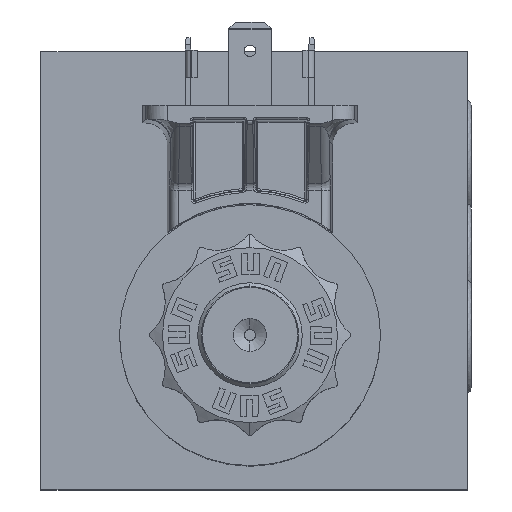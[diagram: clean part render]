
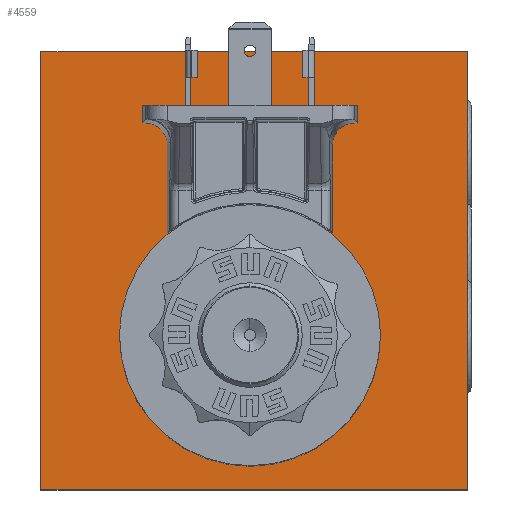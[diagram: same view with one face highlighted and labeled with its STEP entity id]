
A CAD part, top view. The second image highlights one B-rep face of the part: STEP entity #4559.
In plain terms, the highlighted planar face has unit normal (0, 0, 1).
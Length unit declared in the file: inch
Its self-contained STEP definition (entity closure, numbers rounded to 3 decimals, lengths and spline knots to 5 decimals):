
#1205=DIRECTION('',(0.,-1.,0.));
#1206=VECTOR('',#1205,2.5);
#1207=CARTESIAN_POINT('',(0.,0.,4.));
#1208=LINE('',#1207,#1206);
#1209=DIRECTION('',(-1.,0.,0.));
#1210=VECTOR('',#1209,2.438);
#1211=CARTESIAN_POINT('',(2.438,0.,4.));
#1212=LINE('',#1211,#1210);
#1213=DIRECTION('',(0.,1.,0.));
#1214=VECTOR('',#1213,2.5);
#1215=CARTESIAN_POINT('',(2.438,-2.5,4.));
#1216=LINE('',#1215,#1214);
#1217=DIRECTION('',(1.,0.,0.));
#1218=VECTOR('',#1217,2.438);
#1219=CARTESIAN_POINT('',(0.,-2.5,4.));
#1220=LINE('',#1219,#1218);
#1221=CARTESIAN_POINT('',(1.195,-1.625,4.));
#1222=DIRECTION('',(0.,0.,-1.));
#1223=DIRECTION('',(-1.,0.,0.));
#1224=AXIS2_PLACEMENT_3D('',#1221,#1222,#1223);
#1226=CARTESIAN_POINT('',(1.195,-1.625,4.));
#1227=DIRECTION('',(0.,0.,-1.));
#1228=DIRECTION('',(1.,0.,0.));
#1229=AXIS2_PLACEMENT_3D('',#1226,#1227,#1228);
#1231=CARTESIAN_POINT('',(1.195,-0.969,4.));
#1232=DIRECTION('',(0.,0.,-1.));
#1233=DIRECTION('',(-0.766,0.643,0.));
#1234=AXIS2_PLACEMENT_3D('',#1231,#1232,#1233);
#1236=CARTESIAN_POINT('',(1.195,-0.969,4.));
#1237=DIRECTION('',(0.,0.,-1.));
#1238=DIRECTION('',(0.766,-0.643,0.));
#1239=AXIS2_PLACEMENT_3D('',#1236,#1237,#1238);
#3279=CARTESIAN_POINT('',(0.,0.,4.));
#3280=CARTESIAN_POINT('',(0.,-2.5,4.));
#3281=VERTEX_POINT('',#3279);
#3282=VERTEX_POINT('',#3280);
#3283=CARTESIAN_POINT('',(2.438,-2.5,4.));
#3284=VERTEX_POINT('',#3283);
#3285=CARTESIAN_POINT('',(2.438,0.,4.));
#3286=VERTEX_POINT('',#3285);
#3613=CARTESIAN_POINT('',(1.5475,-1.625,4.));
#3614=VERTEX_POINT('',#3613);
#3627=CARTESIAN_POINT('',(0.8425,-1.625,4.));
#3628=VERTEX_POINT('',#3627);
#3659=CARTESIAN_POINT('',(1.09924,-0.88865,4.));
#3660=CARTESIAN_POINT('',(1.29076,-1.04935,4.));
#3661=VERTEX_POINT('',#3659);
#3662=VERTEX_POINT('',#3660);
#4534=CARTESIAN_POINT('',(0.,0.,4.));
#4535=DIRECTION('',(0.,0.,1.));
#4536=DIRECTION('',(1.,0.,0.));
#4537=AXIS2_PLACEMENT_3D('',#4534,#4535,#4536);
#4538=PLANE('',#4537);
#4539=ORIENTED_EDGE('',*,*,#4217,.F.);
#4541=ORIENTED_EDGE('',*,*,#4540,.F.);
#4543=ORIENTED_EDGE('',*,*,#4542,.F.);
#4544=ORIENTED_EDGE('',*,*,#4527,.F.);
#4545=EDGE_LOOP('',(#4539,#4541,#4543,#4544));
#4546=FACE_OUTER_BOUND('',#4545,.F.);
#4548=ORIENTED_EDGE('',*,*,#4547,.F.);
#4550=ORIENTED_EDGE('',*,*,#4549,.F.);
#4551=EDGE_LOOP('',(#4548,#4550));
#4552=FACE_BOUND('',#4551,.F.);
#4554=ORIENTED_EDGE('',*,*,#4553,.F.);
#4556=ORIENTED_EDGE('',*,*,#4555,.F.);
#4557=EDGE_LOOP('',(#4554,#4556));
#4558=FACE_BOUND('',#4557,.F.);
#4559=ADVANCED_FACE('',(#4546,#4552,#4558),#4538,.T.);
#1225=CIRCLE('',#1224,0.3525);
#1230=CIRCLE('',#1229,0.3525);
#1235=CIRCLE('',#1234,0.125);
#1240=CIRCLE('',#1239,0.125);
#4217=EDGE_CURVE('',#3281,#3282,#1208,.T.);
#4527=EDGE_CURVE('',#3282,#3284,#1220,.T.);
#4540=EDGE_CURVE('',#3286,#3281,#1212,.T.);
#4542=EDGE_CURVE('',#3284,#3286,#1216,.T.);
#4547=EDGE_CURVE('',#3628,#3614,#1225,.T.);
#4549=EDGE_CURVE('',#3614,#3628,#1230,.T.);
#4553=EDGE_CURVE('',#3661,#3662,#1235,.T.);
#4555=EDGE_CURVE('',#3662,#3661,#1240,.T.);
